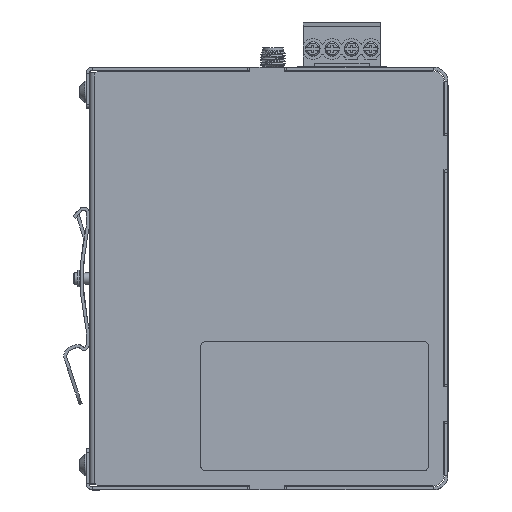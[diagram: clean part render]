
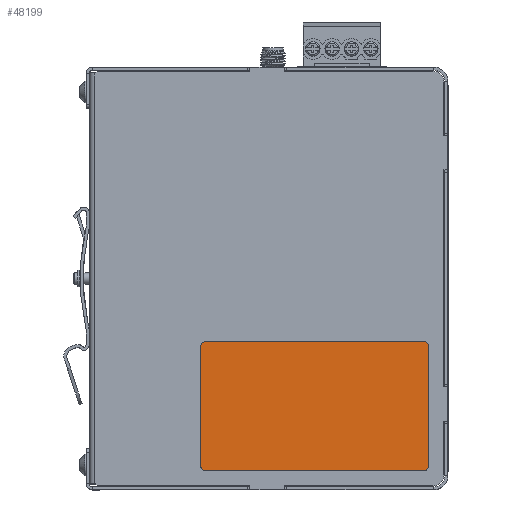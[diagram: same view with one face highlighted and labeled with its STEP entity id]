
A CAD part, top view. The second image highlights one B-rep face of the part: STEP entity #48199.
In plain terms, the highlighted planar face has unit normal (0, 0, 1).
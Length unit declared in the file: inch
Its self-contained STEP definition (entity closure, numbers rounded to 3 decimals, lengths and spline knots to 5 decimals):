
#3732 = CARTESIAN_POINT ( 'NONE',  ( 1.12205, 0.61024, 0.00681 ) ) ;
#3850 = CARTESIAN_POINT ( 'NONE',  ( -1.12205, -0.66929, 0.00681 ) ) ;
#4774 = VECTOR ( 'NONE', #88212, 39.37008 ) ;
#7277 = ORIENTED_EDGE ( 'NONE', *, *, #68205, .T. ) ;
#8632 = FACE_OUTER_BOUND ( 'NONE', #104893, .T. ) ;
#12642 = DIRECTION ( 'NONE',  ( 1., 0., 0. ) ) ;
#13040 = EDGE_CURVE ( 'NONE', #60889, #95601, #19591, .T. ) ;
#13326 = DIRECTION ( 'NONE',  ( 0., 0., -1. ) ) ;
#19591 = LINE ( 'NONE', #99766, #64191 ) ;
#20094 = DIRECTION ( 'NONE',  ( -1., 0., 0. ) ) ;
#22914 = EDGE_CURVE ( 'NONE', #93523, #46271, #65719, .T. ) ;
#23143 = CARTESIAN_POINT ( 'NONE',  ( 0., 0., 0.00681 ) ) ;
#24776 = CIRCLE ( 'NONE', #89579, 0.05906 ) ;
#27773 = ORIENTED_EDGE ( 'NONE', *, *, #106313, .F. ) ;
#28402 = LINE ( 'NONE', #105642, #4774 ) ;
#30403 = VERTEX_POINT ( 'NONE', #37252 ) ;
#32092 = DIRECTION ( 'NONE',  ( 1., 0., 0. ) ) ;
#32496 = ORIENTED_EDGE ( 'NONE', *, *, #104892, .T. ) ;
#37252 = CARTESIAN_POINT ( 'NONE',  ( -1.1811, 0.61024, 0.00681 ) ) ;
#38166 = DIRECTION ( 'NONE',  ( 0., 0., -1. ) ) ;
#39234 = CARTESIAN_POINT ( 'NONE',  ( -1.12205, 0.61024, 0.00681 ) ) ;
#43169 = ORIENTED_EDGE ( 'NONE', *, *, #13040, .T. ) ;
#43743 = LINE ( 'NONE', #95074, #88118 ) ;
#46271 = VERTEX_POINT ( 'NONE', #111319 ) ;
#47504 = CIRCLE ( 'NONE', #55297, 0.05906 ) ;
#48197 = DIRECTION ( 'NONE',  ( 1., 0., 0. ) ) ;
#48199 = ADVANCED_FACE ( 'NONE', ( #8632 ), #84966, .T. ) ;
#52445 = CARTESIAN_POINT ( 'NONE',  ( -1.1811, -0.61024, 0.00681 ) ) ;
#53460 = CARTESIAN_POINT ( 'NONE',  ( 1.1811, 0.61024, 0.00681 ) ) ;
#55297 = AXIS2_PLACEMENT_3D ( 'NONE', #66648, #13326, #75535 ) ;
#60476 = CARTESIAN_POINT ( 'NONE',  ( -1.1811, 0.66929, 0.00681 ) ) ;
#60889 = VERTEX_POINT ( 'NONE', #97725 ) ;
#62082 = ORIENTED_EDGE ( 'NONE', *, *, #69474, .T. ) ;
#63265 = ORIENTED_EDGE ( 'NONE', *, *, #97300, .F. ) ;
#64191 = VECTOR ( 'NONE', #20094, 39.37008 ) ;
#65719 = CIRCLE ( 'NONE', #109393, 0.05906 ) ;
#65980 = DIRECTION ( 'NONE',  ( 0., 0., -1. ) ) ;
#66648 = CARTESIAN_POINT ( 'NONE',  ( -1.12205, -0.61024, 0.00681 ) ) ;
#68205 = EDGE_CURVE ( 'NONE', #30403, #74388, #113632, .T. ) ;
#69183 = ORIENTED_EDGE ( 'NONE', *, *, #80608, .F. ) ;
#69474 = EDGE_CURVE ( 'NONE', #92060, #46271, #28402, .T. ) ;
#73354 = VERTEX_POINT ( 'NONE', #53460 ) ;
#74388 = VERTEX_POINT ( 'NONE', #52445 ) ;
#75535 = DIRECTION ( 'NONE',  ( 1., 0., 0. ) ) ;
#78357 = DIRECTION ( 'NONE',  ( 0., -1., 0. ) ) ;
#80608 = EDGE_CURVE ( 'NONE', #92060, #74388, #47504, .T. ) ;
#84966 = PLANE ( 'NONE',  #113396 ) ;
#85340 = DIRECTION ( 'NONE',  ( 0., 0., 1. ) ) ;
#88118 = VECTOR ( 'NONE', #103962, 39.37008 ) ;
#88212 = DIRECTION ( 'NONE',  ( 1., 0., 0. ) ) ;
#88412 = CIRCLE ( 'NONE', #98250, 0.05906 ) ;
#89579 = AXIS2_PLACEMENT_3D ( 'NONE', #39234, #101314, #48197 ) ;
#90023 = VECTOR ( 'NONE', #78357, 39.37008 ) ;
#91333 = CARTESIAN_POINT ( 'NONE',  ( 1.12205, -0.61024, 0.00681 ) ) ;
#92060 = VERTEX_POINT ( 'NONE', #3850 ) ;
#93523 = VERTEX_POINT ( 'NONE', #112649 ) ;
#95074 = CARTESIAN_POINT ( 'NONE',  ( 1.1811, 0.66929, 0.00681 ) ) ;
#95601 = VERTEX_POINT ( 'NONE', #102421 ) ;
#97300 = EDGE_CURVE ( 'NONE', #30403, #95601, #24776, .T. ) ;
#97725 = CARTESIAN_POINT ( 'NONE',  ( 1.12205, 0.66929, 0.00681 ) ) ;
#98250 = AXIS2_PLACEMENT_3D ( 'NONE', #3732, #65980, #12642 ) ;
#99766 = CARTESIAN_POINT ( 'NONE',  ( -1.1811, 0.66929, 0.00681 ) ) ;
#100256 = DIRECTION ( 'NONE',  ( 1., 0., 0. ) ) ;
#101314 = DIRECTION ( 'NONE',  ( 0., 0., -1. ) ) ;
#102421 = CARTESIAN_POINT ( 'NONE',  ( -1.12205, 0.66929, 0.00681 ) ) ;
#103962 = DIRECTION ( 'NONE',  ( 0., 1., 0. ) ) ;
#104892 = EDGE_CURVE ( 'NONE', #93523, #73354, #43743, .T. ) ;
#104893 = EDGE_LOOP ( 'NONE', ( #62082, #109282, #32496, #27773, #43169, #63265, #7277, #69183 ) ) ;
#105642 = CARTESIAN_POINT ( 'NONE',  ( -1.1811, -0.66929, 0.00681 ) ) ;
#106313 = EDGE_CURVE ( 'NONE', #60889, #73354, #88412, .T. ) ;
#109282 = ORIENTED_EDGE ( 'NONE', *, *, #22914, .F. ) ;
#109393 = AXIS2_PLACEMENT_3D ( 'NONE', #91333, #38166, #100256 ) ;
#111319 = CARTESIAN_POINT ( 'NONE',  ( 1.12205, -0.66929, 0.00681 ) ) ;
#112649 = CARTESIAN_POINT ( 'NONE',  ( 1.1811, -0.61024, 0.00681 ) ) ;
#113396 = AXIS2_PLACEMENT_3D ( 'NONE', #23143, #85340, #32092 ) ;
#113632 = LINE ( 'NONE', #60476, #90023 ) ;
